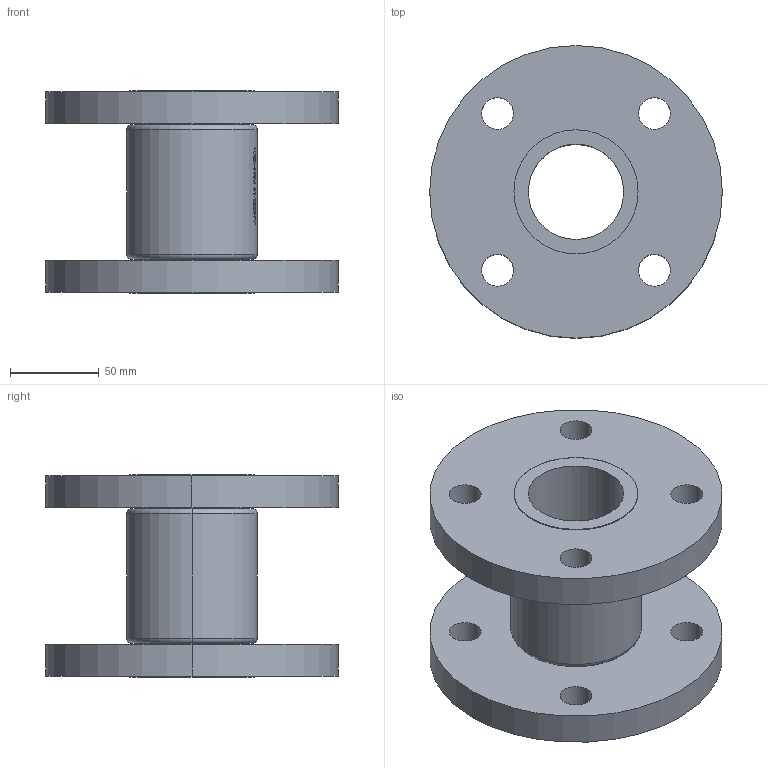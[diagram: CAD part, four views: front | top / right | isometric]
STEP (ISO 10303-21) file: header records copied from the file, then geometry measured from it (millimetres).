
FILE_DESCRIPTION (( 'STEP AP214' ), '1' );
FILE_NAME ('7150000_DN050_PN16_51422077.STEP', '2022-02-02T07:16:41', ( 'axxx' ), ( 'Hewlett-Packard Company' ), 'SwSTEP 2.0', 'SolidWorks 2019', '' );
FILE_SCHEMA (( 'AUTOMOTIVE_DESIGN' ));
Length unit declared in the file: millimetre
Products named in the file (1): 7150000_DN050_PN16_51422077
Bounding box: 165 x 165 x 114 mm (x, y, z)
Volume: 805444.3 mm3; surface area: 139588.3 mm2
Topology: 1 solids, 1 shells, 516 faces, 1337 edges, 890 vertices
Faces by surface type: plane 251, bspline 210, cylinder 47, torus 8
Entity records: 27822 total; most frequent: CARTESIAN_POINT 16570, ORIENTED_EDGE 2674, DIRECTION 1618, EDGE_CURVE 1337, VERTEX_POINT 890, LINE 730, VECTOR 730, EDGE_LOOP 601
